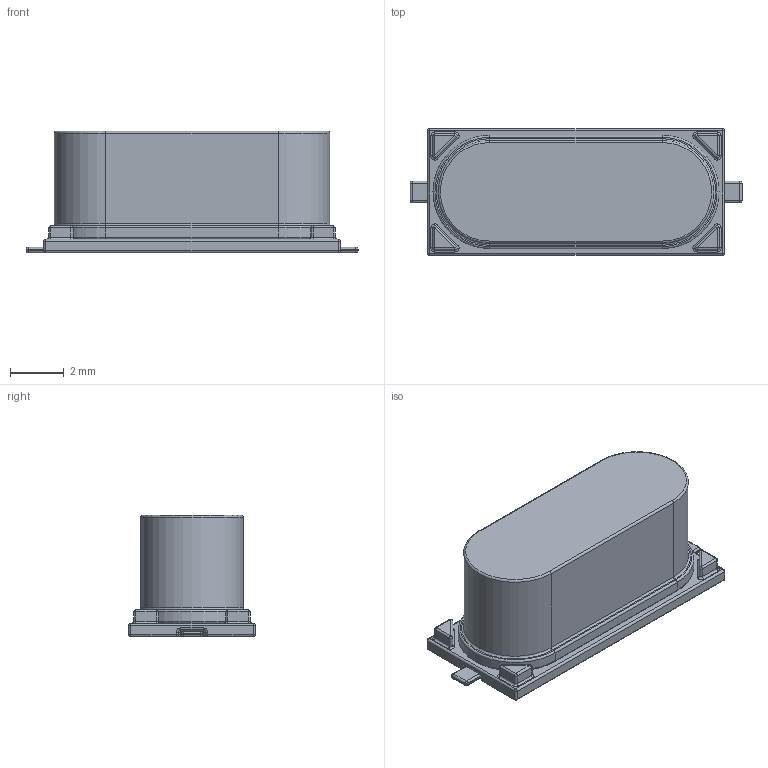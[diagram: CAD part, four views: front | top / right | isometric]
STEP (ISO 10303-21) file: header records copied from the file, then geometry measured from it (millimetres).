
FILE_DESCRIPTION(('FreeCAD Model'),'2;1');
FILE_NAME('Open CASCADE Shape Model','2023-08-05T17:15:20',(''),(''), 'Open CASCADE STEP processor 7.6','FreeCAD','Unknown');
FILE_SCHEMA(('AUTOMOTIVE_DESIGN { 1 0 10303 214 1 1 1 1 }'));
Length unit declared in the file: millimetre
Products named in the file (5): Crystal_HC49_US; Casing; Terminals; Terminals_Single; Insulation
Assembly tree (5 placements, depth 3):
  Crystal_HC49_US
    Casing
    Terminals
      Terminals_Single  x2
    Insulation
Bounding box: 12.3 x 4.7 x 4.5 mm (x, y, z)
Volume: 171.5 mm3; surface area: 315.5 mm2
Topology: 4 solids, 4 shells, 229 faces, 504 edges, 244 vertices
Faces by surface type: cylinder 108, plane 49, sphere 44, torus 28
Entity records: 10681 total; most frequent: DIRECTION 1870, CARTESIAN_POINT 1689, LINE 988, VECTOR 988, ORIENTED_EDGE 824, PCURVE 824, DEFINITIONAL_REPRESENTATION 824, AXIS2_PLACEMENT_3D 429
